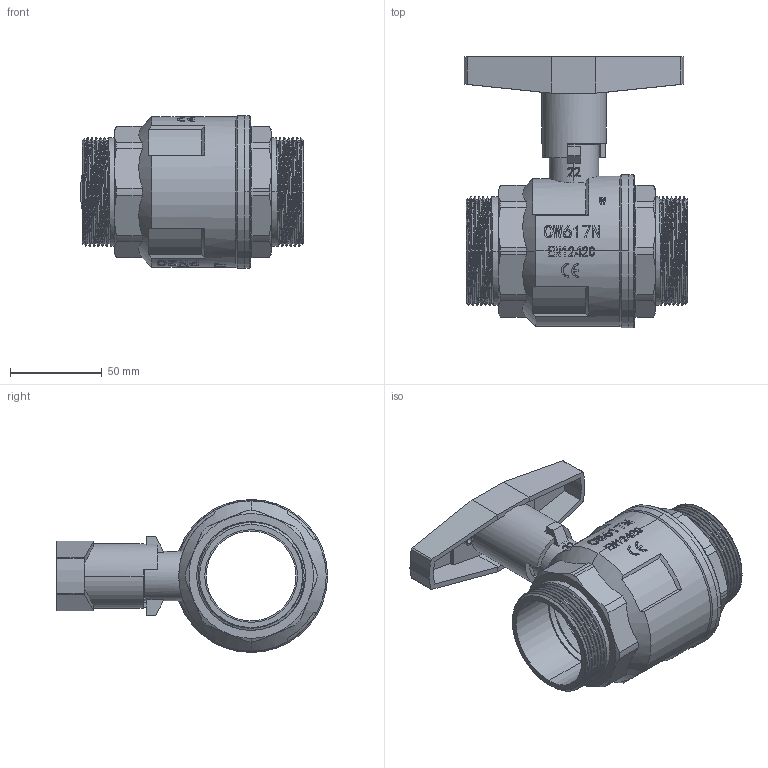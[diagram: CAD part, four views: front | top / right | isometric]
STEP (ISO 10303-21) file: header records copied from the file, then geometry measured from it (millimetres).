
FILE_DESCRIPTION(/* description */ ('Unknown'),/* implementation_level */ '2;1');
FILE_NAME(/* name */ '682-09',/* time_stamp */ '2025-10-09T11:12:01+02:00',/* author */ ('Unknown'),/* organization */ ('Unknown'),/* preprocessor_version */ 'ST-DEVELOPER v20',/* originating_system */ 'Solid Edge',/* authorisation */ 'Unknown');
FILE_SCHEMA (('AUTOMOTIVE_DESIGN {1 0 10303 214 3 1 1}'));
Length unit declared in the file: millimetre
Products named in the file (10): 682-09; 10.33711.G50.0B5B-5990_10.33711.G50.0B5B-5990; 10.33701.G50.1_10.33701.G50.1B5B; 10.33701.G50.4_10.33701.G50.4632; 10.33701.G50.50_10.33701.G50.5032-5990; 94110680-09; VT0801435009-20; VT0801431006-1; VT0801435009-1; VT120017-M14X20-1
Assembly tree (9 placements, depth 3):
  682-09
    10.33711.G50.0B5B-5990_10.33711.G50.0B5B-5990
    10.33701.G50.1_10.33701.G50.1B5B
    10.33701.G50.4_10.33701.G50.4632
    10.33701.G50.50_10.33701.G50.5032-5990
    94110680-09
      VT0801435009-20
      VT0801431006-1
      VT0801435009-1
      VT120017-M14X20-1
Bounding box: 121.98 x 148.05 x 83.5 mm (x, y, z)
Volume: 209194.7 mm3; surface area: 111372.8 mm2
Topology: 8 solids, 8 shells, 1119 faces, 3007 edges, 1974 vertices
Faces by surface type: plane 474, cylinder 336, bspline 206, cone 81, torus 18, sphere 4
Entity records: 75481 total; most frequent: CARTESIAN_POINT 50085, ORIENTED_EDGE 6014, DIRECTION 4115, EDGE_CURVE 3007, VERTEX_POINT 1974, AXIS2_PLACEMENT_3D 1481, EDGE_LOOP 1207, FACE_BOUND 1207
